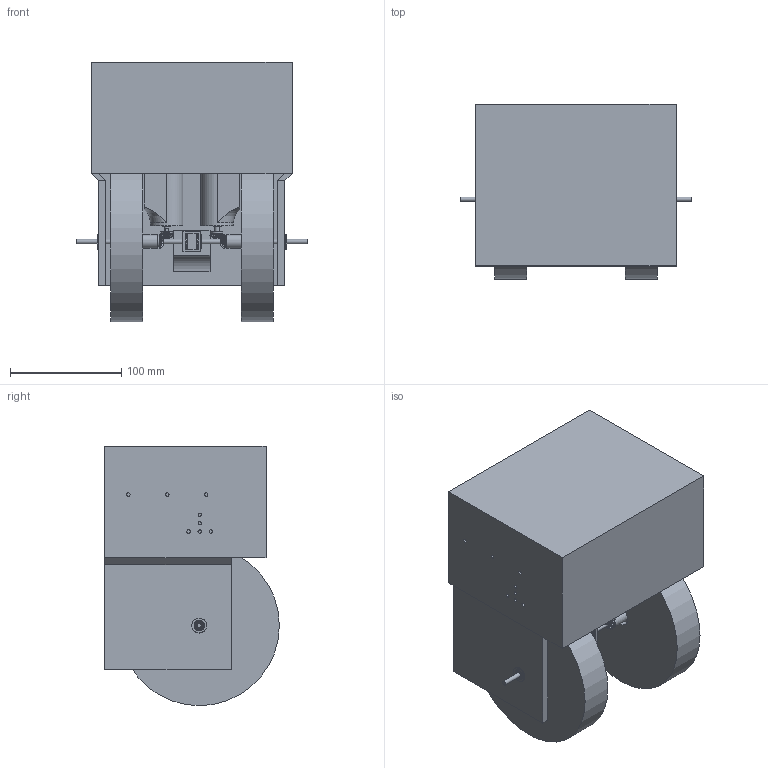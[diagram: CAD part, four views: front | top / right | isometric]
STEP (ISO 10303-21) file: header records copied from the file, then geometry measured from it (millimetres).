
FILE_DESCRIPTION(/* description */ ('STEP AP242','CAx-IF Rec.Pracs.---Representation and Presentation of Product Manufacturing Information (PMI)---4.0---2014-10-13','CAx-IF Rec.Pracs.---3D Tessellated Geometry---0.4---2014-09-14','2;1'),/* implementation_level */ '2;1');
FILE_NAME(/* name */ '688c37b9aacd4a3391d04986',/* time_stamp */ '2025-08-01T03:42:50Z',/* author */ (''),/* organization */ (''),/* preprocessor_version */ 'ST-DEVELOPER v20',/* originating_system */ 'ONSHAPE BY PTC INC, 1.201',/* authorisation */ ' ');
FILE_SCHEMA (('AP242_MANAGED_MODEL_BASED_3D_ENGINEERING_MIM_LF { 1 0 10303 442 1 1 4 }'));
Products named in the file (14): Full Robot; Part 2; Bevel 0.8M 15T 45deg; 2100-0004-0100; 535216; Part 1; 25d-metal-gearmotor-172-227-encoder
Assembly tree (27 placements, depth 2):
  Full Robot
    Part 2
    Bevel 0.8M 15T 45deg  x4
    2100-0004-0100  x2
    535216  x2
    535216  x4
    Part 1  x2
    Part 1  x2
    Part 1  x2
    25d-metal-gearmotor-172-227-encoder  x2
    Part 1
    Part 1
    25d-metal-gearmotor-172-227-encoder  x2
    535216  x2
Bounding box: 208.35 x 157 x 233.04 mm (x, y, z)
Volume: 2176874.9 mm3; surface area: 484549.5 mm2
Topology: 27 solids, 29 shells, 1983 faces, 4879 edges, 3116 vertices
Faces by surface type: plane 988, bspline 374, cylinder 363, cone 234, torus 24
Full cylindrical faces by diameter (mm): 1.3 x8, 1.5 x4, 1.9 x4, 2.5 x8, 3 x52, 4 x12, 4.2 x6, 4.7 x8, 5 x6, 5.893 x8, 5.978 x8, 6.4 x4, 7 x2, 8 x2, 9.119 x8, 9.373 x8, 10 x2, 10.586 x4, 11.5 x4, 12 x6, 12.3 x2, 13.5 x4, 14 x2, 18 x2, 21.9 x2, 23.4 x2, 24.4 x2, 25 x8, 25.2 x2, 29 x2
Entity records: 46254 total; most frequent: CARTESIAN_POINT 22363, ORIENTED_EDGE 4082, DIRECTION 3631, EDGE_CURVE 2041, VERTEX_POINT 1382, AXIS2_PLACEMENT_3D 1292, EDGE_LOOP 1195, FACE_BOUND 1195
